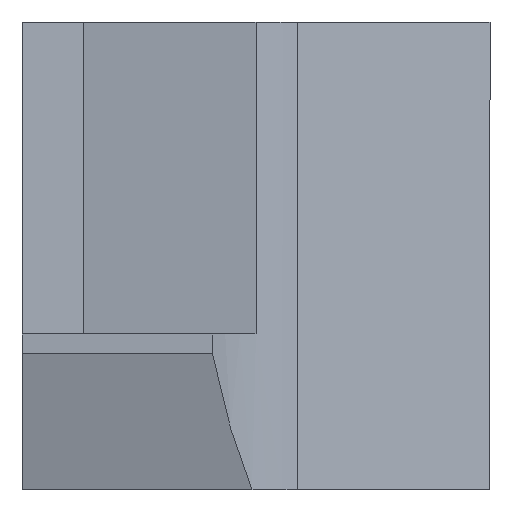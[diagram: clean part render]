
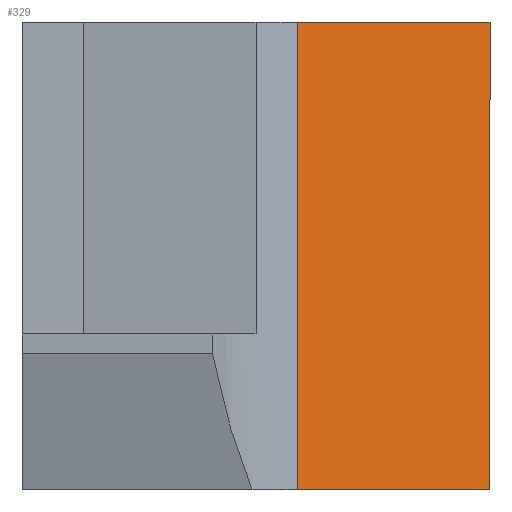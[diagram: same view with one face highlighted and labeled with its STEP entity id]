
A CAD part, left-side view. The second image highlights one B-rep face of the part: STEP entity #329.
In plain terms, the highlighted planar face has unit normal (-0.966, -0.259, 0).
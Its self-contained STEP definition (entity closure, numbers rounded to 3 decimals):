
#47 = VERTEX_POINT ( 'NONE', #1148 ) ;
#101 = CARTESIAN_POINT ( 'NONE',  ( -86.042, -23.055, -6. ) ) ;
#191 = LINE ( 'NONE', #1218, #1316 ) ;
#196 = DIRECTION ( 'NONE',  ( 0.259, -0.966, 0. ) ) ;
#218 = EDGE_CURVE ( 'NONE', #1027, #492, #1030, .T. ) ;
#286 = DIRECTION ( 'NONE',  ( 0., 0., 1. ) ) ;
#317 = EDGE_CURVE ( 'NONE', #47, #1219, #702, .T. ) ;
#325 = CARTESIAN_POINT ( 'NONE',  ( -92.22, 0., -6. ) ) ;
#329 = ADVANCED_FACE ( 'NONE', ( #1302 ), #1271, .T. ) ;
#347 = ORIENTED_EDGE ( 'NONE', *, *, #317, .F. ) ;
#351 = DIRECTION ( 'NONE',  ( 0.259, -0.966, 0. ) ) ;
#376 = EDGE_CURVE ( 'NONE', #492, #1219, #826, .T. ) ;
#400 = AXIS2_PLACEMENT_3D ( 'NONE', #1062, #763, #351 ) ;
#435 = ORIENTED_EDGE ( 'NONE', *, *, #376, .T. ) ;
#462 = EDGE_LOOP ( 'NONE', ( #347, #618, #887, #435 ) ) ;
#492 = VERTEX_POINT ( 'NONE', #325 ) ;
#504 = DIRECTION ( 'NONE',  ( 0.259, -0.966, 0. ) ) ;
#538 = DIRECTION ( 'NONE',  ( 0., 0., 1. ) ) ;
#618 = ORIENTED_EDGE ( 'NONE', *, *, #1167, .F. ) ;
#702 = LINE ( 'NONE', #1113, #1049 ) ;
#763 = DIRECTION ( 'NONE',  ( -0.966, -0.259, 0. ) ) ;
#826 = LINE ( 'NONE', #1246, #863 ) ;
#863 = VECTOR ( 'NONE', #538, 1000. ) ;
#887 = ORIENTED_EDGE ( 'NONE', *, *, #218, .T. ) ;
#950 = CARTESIAN_POINT ( 'NONE',  ( -92.22, 0., 6. ) ) ;
#1027 = VERTEX_POINT ( 'NONE', #1315 ) ;
#1030 = LINE ( 'NONE', #101, #1215 ) ;
#1049 = VECTOR ( 'NONE', #196, 1000. ) ;
#1062 = CARTESIAN_POINT ( 'NONE',  ( -93.541, 4.933, -128.13 ) ) ;
#1113 = CARTESIAN_POINT ( 'NONE',  ( -86.042, -23.055, 6. ) ) ;
#1148 = CARTESIAN_POINT ( 'NONE',  ( -93.541, 4.933, 6. ) ) ;
#1167 = EDGE_CURVE ( 'NONE', #1027, #47, #191, .T. ) ;
#1215 = VECTOR ( 'NONE', #504, 1000. ) ;
#1218 = CARTESIAN_POINT ( 'NONE',  ( -93.541, 4.933, -128.13 ) ) ;
#1219 = VERTEX_POINT ( 'NONE', #950 ) ;
#1246 = CARTESIAN_POINT ( 'NONE',  ( -92.22, 0., 6. ) ) ;
#1271 = PLANE ( 'NONE',  #400 ) ;
#1302 = FACE_OUTER_BOUND ( 'NONE', #462, .T. ) ;
#1315 = CARTESIAN_POINT ( 'NONE',  ( -93.541, 4.933, -6. ) ) ;
#1316 = VECTOR ( 'NONE', #286, 1000. ) ;
